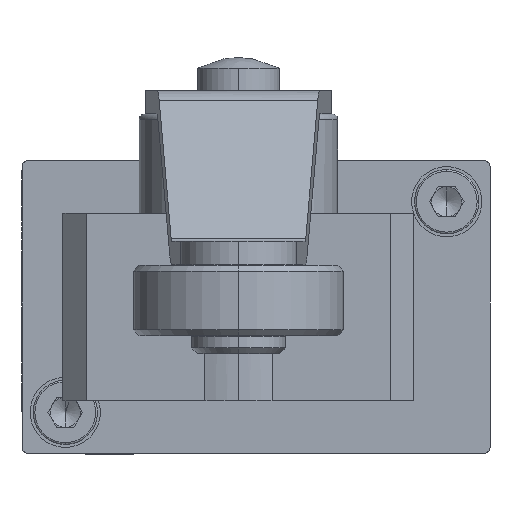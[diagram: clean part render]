
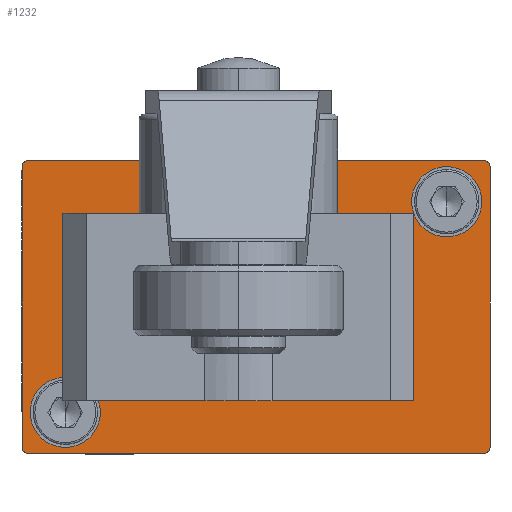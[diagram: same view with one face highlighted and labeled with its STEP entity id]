
A CAD part, left-side view. The second image highlights one B-rep face of the part: STEP entity #1232.
In plain terms, the highlighted planar face has unit normal (-1, 0, 0).
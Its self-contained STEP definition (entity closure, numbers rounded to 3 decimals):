
#156 = DIRECTION ( 'NONE',  ( 0., 1., 0. ) ) ;
#296 = DIRECTION ( 'NONE',  ( -1., 0., 0. ) ) ;
#393 = ORIENTED_EDGE ( 'NONE', *, *, #8621, .T. ) ;
#412 = CARTESIAN_POINT ( 'NONE',  ( -32.3, 0., 24.5 ) ) ;
#454 = LINE ( 'NONE', #7141, #6707 ) ;
#595 = DIRECTION ( 'NONE',  ( 0., 1., 0. ) ) ;
#618 = CIRCLE ( 'NONE', #5430, 0.5 ) ;
#658 = EDGE_LOOP ( 'NONE', ( #665, #393, #6404, #7050, #5620, #4085, #10809, #3826 ) ) ;
#665 = ORIENTED_EDGE ( 'NONE', *, *, #1395, .F. ) ;
#735 = CARTESIAN_POINT ( 'NONE',  ( -32.3, 39.3, 3.5 ) ) ;
#1080 = LINE ( 'NONE', #9809, #3954 ) ;
#1099 = CARTESIAN_POINT ( 'NONE',  ( -32.3, 0.5, 0.5 ) ) ;
#1232 = ADVANCED_FACE ( 'NONE', ( #5899, #3173, #2341 ), #2461, .T. ) ;
#1278 = AXIS2_PLACEMENT_3D ( 'NONE', #7116, #5507, #10638 ) ;
#1282 = DIRECTION ( 'NONE',  ( 0., 1., 0. ) ) ;
#1322 = EDGE_CURVE ( 'NONE', #6158, #2172, #4922, .T. ) ;
#1395 = EDGE_CURVE ( 'NONE', #7189, #9069, #454, .T. ) ;
#1441 = DIRECTION ( 'NONE',  ( -1., 0., 0. ) ) ;
#1750 = CIRCLE ( 'NONE', #2378, 3. ) ;
#1839 = CARTESIAN_POINT ( 'NONE',  ( -32.3, 40., 24.5 ) ) ;
#2062 = CARTESIAN_POINT ( 'NONE',  ( -32.3, 6.7, 21.5 ) ) ;
#2172 = VERTEX_POINT ( 'NONE', #2062 ) ;
#2264 = CIRCLE ( 'NONE', #1278, 0.5 ) ;
#2341 = FACE_OUTER_BOUND ( 'NONE', #658, .T. ) ;
#2358 = DIRECTION ( 'NONE',  ( 0., 1., 0. ) ) ;
#2378 = AXIS2_PLACEMENT_3D ( 'NONE', #8306, #1441, #8383 ) ;
#2461 = PLANE ( 'NONE',  #2711 ) ;
#2711 = AXIS2_PLACEMENT_3D ( 'NONE', #8577, #7703, #9584 ) ;
#2841 = ORIENTED_EDGE ( 'NONE', *, *, #6079, .F. ) ;
#2966 = LINE ( 'NONE', #5839, #3520 ) ;
#3000 = VERTEX_POINT ( 'NONE', #5056 ) ;
#3066 = AXIS2_PLACEMENT_3D ( 'NONE', #1099, #296, #6384 ) ;
#3139 = AXIS2_PLACEMENT_3D ( 'NONE', #4645, #10750, #9038 ) ;
#3173 = FACE_BOUND ( 'NONE', #4500, .T. ) ;
#3348 = DIRECTION ( 'NONE',  ( -1., 0., 0. ) ) ;
#3520 = VECTOR ( 'NONE', #2358, 1000. ) ;
#3594 = EDGE_CURVE ( 'NONE', #3677, #9069, #618, .T. ) ;
#3677 = VERTEX_POINT ( 'NONE', #412 ) ;
#3826 = ORIENTED_EDGE ( 'NONE', *, *, #3594, .T. ) ;
#3875 = CARTESIAN_POINT ( 'NONE',  ( -32.3, 39.5, 0. ) ) ;
#3885 = CARTESIAN_POINT ( 'NONE',  ( -32.3, 0.5, 24.5 ) ) ;
#3954 = VECTOR ( 'NONE', #8974, 1000. ) ;
#4029 = CARTESIAN_POINT ( 'NONE',  ( -32.3, 0.7, 21.5 ) ) ;
#4085 = ORIENTED_EDGE ( 'NONE', *, *, #6829, .T. ) ;
#4103 = CARTESIAN_POINT ( 'NONE',  ( -32.3, 36.3, 3.5 ) ) ;
#4143 = ORIENTED_EDGE ( 'NONE', *, *, #4193, .F. ) ;
#4193 = EDGE_CURVE ( 'NONE', #11003, #9552, #1750, .T. ) ;
#4432 = CARTESIAN_POINT ( 'NONE',  ( -32.3, 39.5, 25. ) ) ;
#4500 = EDGE_LOOP ( 'NONE', ( #7077, #4143 ) ) ;
#4645 = CARTESIAN_POINT ( 'NONE',  ( -32.3, 3.7, 21.5 ) ) ;
#4666 = EDGE_CURVE ( 'NONE', #11222, #5451, #1080, .T. ) ;
#4922 = CIRCLE ( 'NONE', #8502, 3. ) ;
#5056 = CARTESIAN_POINT ( 'NONE',  ( -32.3, 0.5, 0. ) ) ;
#5430 = AXIS2_PLACEMENT_3D ( 'NONE', #3885, #8135, #1282 ) ;
#5451 = VERTEX_POINT ( 'NONE', #1839 ) ;
#5507 = DIRECTION ( 'NONE',  ( -1., 0., 0. ) ) ;
#5620 = ORIENTED_EDGE ( 'NONE', *, *, #6362, .F. ) ;
#5673 = CARTESIAN_POINT ( 'NONE',  ( -32.3, 0.5, 25. ) ) ;
#5708 = ORIENTED_EDGE ( 'NONE', *, *, #1322, .F. ) ;
#5839 = CARTESIAN_POINT ( 'NONE',  ( -32.3, 40., 0. ) ) ;
#5899 = FACE_BOUND ( 'NONE', #11012, .T. ) ;
#6079 = EDGE_CURVE ( 'NONE', #2172, #6158, #10345, .T. ) ;
#6158 = VERTEX_POINT ( 'NONE', #4029 ) ;
#6172 = CARTESIAN_POINT ( 'NONE',  ( -32.3, 3.7, 21.5 ) ) ;
#6195 = CIRCLE ( 'NONE', #9983, 0.5 ) ;
#6203 = DIRECTION ( 'NONE',  ( 0., -1., 0. ) ) ;
#6290 = EDGE_CURVE ( 'NONE', #9552, #11003, #7623, .T. ) ;
#6362 = EDGE_CURVE ( 'NONE', #3000, #8947, #2966, .T. ) ;
#6384 = DIRECTION ( 'NONE',  ( 0., 1., 0. ) ) ;
#6404 = ORIENTED_EDGE ( 'NONE', *, *, #4666, .F. ) ;
#6707 = VECTOR ( 'NONE', #6203, 1000. ) ;
#6727 = CARTESIAN_POINT ( 'NONE',  ( -32.3, 33.3, 3.5 ) ) ;
#6804 = CARTESIAN_POINT ( 'NONE',  ( -32.3, 0., 0.5 ) ) ;
#6829 = EDGE_CURVE ( 'NONE', #3000, #10797, #9429, .T. ) ;
#7050 = ORIENTED_EDGE ( 'NONE', *, *, #10743, .T. ) ;
#7077 = ORIENTED_EDGE ( 'NONE', *, *, #6290, .F. ) ;
#7116 = CARTESIAN_POINT ( 'NONE',  ( -32.3, 39.5, 24.5 ) ) ;
#7141 = CARTESIAN_POINT ( 'NONE',  ( -32.3, 40., 25. ) ) ;
#7189 = VERTEX_POINT ( 'NONE', #4432 ) ;
#7357 = CARTESIAN_POINT ( 'NONE',  ( -32.3, 0., 25. ) ) ;
#7623 = CIRCLE ( 'NONE', #7975, 3. ) ;
#7703 = DIRECTION ( 'NONE',  ( -1., 0., 0. ) ) ;
#7975 = AXIS2_PLACEMENT_3D ( 'NONE', #4103, #3348, #595 ) ;
#8135 = DIRECTION ( 'NONE',  ( -1., 0., 0. ) ) ;
#8306 = CARTESIAN_POINT ( 'NONE',  ( -32.3, 36.3, 3.5 ) ) ;
#8383 = DIRECTION ( 'NONE',  ( 0., 1., 0. ) ) ;
#8502 = AXIS2_PLACEMENT_3D ( 'NONE', #6172, #8796, #156 ) ;
#8575 = CARTESIAN_POINT ( 'NONE',  ( -32.3, 39.5, 0.5 ) ) ;
#8577 = CARTESIAN_POINT ( 'NONE',  ( -32.3, 40., 0. ) ) ;
#8621 = EDGE_CURVE ( 'NONE', #7189, #5451, #2264, .T. ) ;
#8641 = DIRECTION ( 'NONE',  ( -1., 0., 0. ) ) ;
#8796 = DIRECTION ( 'NONE',  ( -1., 0., 0. ) ) ;
#8933 = CARTESIAN_POINT ( 'NONE',  ( -32.3, 40., 0.5 ) ) ;
#8947 = VERTEX_POINT ( 'NONE', #3875 ) ;
#8974 = DIRECTION ( 'NONE',  ( 0., 0., 1. ) ) ;
#9038 = DIRECTION ( 'NONE',  ( 0., 1., 0. ) ) ;
#9069 = VERTEX_POINT ( 'NONE', #5673 ) ;
#9106 = DIRECTION ( 'NONE',  ( 0., 0., -1. ) ) ;
#9392 = EDGE_CURVE ( 'NONE', #3677, #10797, #10711, .T. ) ;
#9429 = CIRCLE ( 'NONE', #3066, 0.5 ) ;
#9517 = DIRECTION ( 'NONE',  ( 0., 1., 0. ) ) ;
#9552 = VERTEX_POINT ( 'NONE', #735 ) ;
#9584 = DIRECTION ( 'NONE',  ( 0., 1., 0. ) ) ;
#9809 = CARTESIAN_POINT ( 'NONE',  ( -32.3, 40., 25. ) ) ;
#9983 = AXIS2_PLACEMENT_3D ( 'NONE', #8575, #8641, #9517 ) ;
#10309 = VECTOR ( 'NONE', #9106, 1000. ) ;
#10345 = CIRCLE ( 'NONE', #3139, 3. ) ;
#10638 = DIRECTION ( 'NONE',  ( 0., 1., 0. ) ) ;
#10711 = LINE ( 'NONE', #7357, #10309 ) ;
#10743 = EDGE_CURVE ( 'NONE', #11222, #8947, #6195, .T. ) ;
#10750 = DIRECTION ( 'NONE',  ( -1., 0., 0. ) ) ;
#10797 = VERTEX_POINT ( 'NONE', #6804 ) ;
#10809 = ORIENTED_EDGE ( 'NONE', *, *, #9392, .F. ) ;
#11003 = VERTEX_POINT ( 'NONE', #6727 ) ;
#11012 = EDGE_LOOP ( 'NONE', ( #2841, #5708 ) ) ;
#11222 = VERTEX_POINT ( 'NONE', #8933 ) ;
